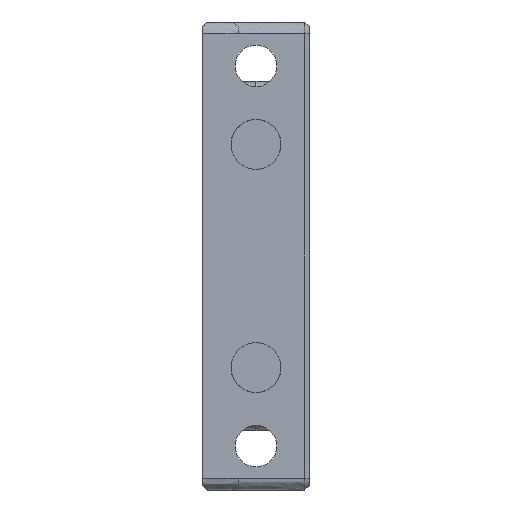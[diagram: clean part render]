
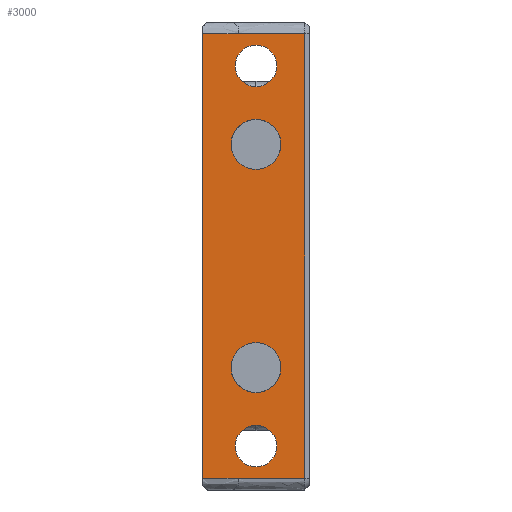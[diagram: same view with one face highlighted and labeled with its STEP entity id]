
A CAD part, left-side view. The second image highlights one B-rep face of the part: STEP entity #3000.
In plain terms, the highlighted planar face has unit normal (-1, 0, 0).
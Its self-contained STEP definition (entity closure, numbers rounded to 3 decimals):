
#59 = AXIS2_PLACEMENT_3D ( 'NONE', #7306, #9120, #1016 ) ;
#137 = ORIENTED_EDGE ( 'NONE', *, *, #1467, .T. ) ;
#202 = AXIS2_PLACEMENT_3D ( 'NONE', #3375, #5110, #11512 ) ;
#237 = DIRECTION ( 'NONE',  ( 0., 0., -1. ) ) ;
#273 = VERTEX_POINT ( 'NONE', #9063 ) ;
#286 = DIRECTION ( 'NONE',  ( 0., 0., 1. ) ) ;
#293 = DIRECTION ( 'NONE',  ( -1., 0., 0. ) ) ;
#310 = EDGE_CURVE ( 'NONE', #273, #11151, #2983, .T. ) ;
#396 = DIRECTION ( 'NONE',  ( 1., 0., 0. ) ) ;
#436 = CARTESIAN_POINT ( 'NONE',  ( -2.156, 19., -17.4 ) ) ;
#477 = CARTESIAN_POINT ( 'NONE',  ( -2.156, 16.25, 24. ) ) ;
#657 = VERTEX_POINT ( 'NONE', #2223 ) ;
#676 = VERTEX_POINT ( 'NONE', #4090 ) ;
#920 = EDGE_LOOP ( 'NONE', ( #6031, #5038 ) ) ;
#929 = VERTEX_POINT ( 'NONE', #5757 ) ;
#944 = CARTESIAN_POINT ( 'NONE',  ( -2.156, 21., 23.05 ) ) ;
#963 = CIRCLE ( 'NONE', #202, 1.75 ) ;
#1016 = DIRECTION ( 'NONE',  ( 0., 0., -1. ) ) ;
#1029 = EDGE_LOOP ( 'NONE', ( #11082, #7562, #4225, #4911, #5646, #3675 ) ) ;
#1057 = CIRCLE ( 'NONE', #10963, 2.1 ) ;
#1081 = FACE_BOUND ( 'NONE', #6807, .T. ) ;
#1197 = DIRECTION ( 'NONE',  ( 0., 0., 1. ) ) ;
#1363 = DIRECTION ( 'NONE',  ( 0., 1., 0. ) ) ;
#1390 = VERTEX_POINT ( 'NONE', #11168 ) ;
#1467 = EDGE_CURVE ( 'NONE', #2462, #4205, #1684, .T. ) ;
#1563 = VECTOR ( 'NONE', #2196, 1000. ) ;
#1633 = DIRECTION ( 'NONE',  ( 1., 0., 0. ) ) ;
#1684 = CIRCLE ( 'NONE', #6622, 1.75 ) ;
#1799 = CARTESIAN_POINT ( 'NONE',  ( -2.156, 16.25, -13.4 ) ) ;
#1835 = EDGE_CURVE ( 'NONE', #7276, #3639, #4779, .T. ) ;
#1958 = EDGE_CURVE ( 'NONE', #3639, #7276, #5198, .T. ) ;
#1971 = DIRECTION ( 'NONE',  ( 1., 0., 0. ) ) ;
#2010 = DIRECTION ( 'NONE',  ( 0., 1., 0. ) ) ;
#2052 = CARTESIAN_POINT ( 'NONE',  ( -2.156, -142.77, -13.4 ) ) ;
#2196 = DIRECTION ( 'NONE',  ( 0., 0., 1. ) ) ;
#2223 = CARTESIAN_POINT ( 'NONE',  ( -2.156, 18.9, -4.1 ) ) ;
#2288 = DIRECTION ( 'NONE',  ( 0., -1., 0. ) ) ;
#2321 = DIRECTION ( 'NONE',  ( 0., 0., -1. ) ) ;
#2462 = VERTEX_POINT ( 'NONE', #8335 ) ;
#2468 = CARTESIAN_POINT ( 'NONE',  ( -2.156, 21., -4.1 ) ) ;
#2983 = LINE ( 'NONE', #8286, #10454 ) ;
#3000 = ADVANCED_FACE ( 'NONE', ( #10668, #10681, #5916, #3500, #1081 ), #4069, .F. ) ;
#3022 = DIRECTION ( 'NONE',  ( 1., 0., 0. ) ) ;
#3329 = AXIS2_PLACEMENT_3D ( 'NONE', #6693, #4876, #1197 ) ;
#3375 = CARTESIAN_POINT ( 'NONE',  ( -2.156, 21., -10.7 ) ) ;
#3437 = CIRCLE ( 'NONE', #3329, 2.1 ) ;
#3500 = FACE_OUTER_BOUND ( 'NONE', #1029, .T. ) ;
#3501 = DIRECTION ( 'NONE',  ( 1., 0., 0. ) ) ;
#3605 = DIRECTION ( 'NONE',  ( 0., 0., 1. ) ) ;
#3639 = VERTEX_POINT ( 'NONE', #944 ) ;
#3674 = DIRECTION ( 'NONE',  ( 0., 1., 0. ) ) ;
#3675 = ORIENTED_EDGE ( 'NONE', *, *, #10434, .F. ) ;
#3750 = CARTESIAN_POINT ( 'NONE',  ( -2.156, 21., 21.3 ) ) ;
#3793 = ORIENTED_EDGE ( 'NONE', *, *, #8425, .F. ) ;
#3963 = DIRECTION ( 'NONE',  ( 0., 0., 1. ) ) ;
#4069 = PLANE ( 'NONE',  #4091 ) ;
#4090 = CARTESIAN_POINT ( 'NONE',  ( -2.156, 23.1, 14.7 ) ) ;
#4091 = AXIS2_PLACEMENT_3D ( 'NONE', #436, #3022, #1363 ) ;
#4205 = VERTEX_POINT ( 'NONE', #6958 ) ;
#4225 = ORIENTED_EDGE ( 'NONE', *, *, #8947, .F. ) ;
#4312 = ORIENTED_EDGE ( 'NONE', *, *, #7425, .T. ) ;
#4474 = VERTEX_POINT ( 'NONE', #7405 ) ;
#4742 = LINE ( 'NONE', #1799, #9679 ) ;
#4779 = CIRCLE ( 'NONE', #7831, 1.75 ) ;
#4781 = CARTESIAN_POINT ( 'NONE',  ( -2.156, 21., 14.7 ) ) ;
#4797 = CARTESIAN_POINT ( 'NONE',  ( -2.156, 16.9, -17.4 ) ) ;
#4860 = CARTESIAN_POINT ( 'NONE',  ( -2.156, 16.9, 24. ) ) ;
#4876 = DIRECTION ( 'NONE',  ( -1., 0., 0. ) ) ;
#4911 = ORIENTED_EDGE ( 'NONE', *, *, #8856, .T. ) ;
#5038 = ORIENTED_EDGE ( 'NONE', *, *, #1958, .T. ) ;
#5110 = DIRECTION ( 'NONE',  ( 1., 0., 0. ) ) ;
#5162 = CIRCLE ( 'NONE', #59, 2.1 ) ;
#5198 = CIRCLE ( 'NONE', #10302, 1.75 ) ;
#5288 = VECTOR ( 'NONE', #2010, 1000. ) ;
#5511 = DIRECTION ( 'NONE',  ( 0., -1., 0. ) ) ;
#5646 = ORIENTED_EDGE ( 'NONE', *, *, #7971, .T. ) ;
#5703 = VERTEX_POINT ( 'NONE', #4860 ) ;
#5709 = VERTEX_POINT ( 'NONE', #7411 ) ;
#5757 = CARTESIAN_POINT ( 'NONE',  ( -2.156, 22.5, -13.4 ) ) ;
#5882 = LINE ( 'NONE', #2052, #5288 ) ;
#5916 = FACE_BOUND ( 'NONE', #8559, .T. ) ;
#5918 = EDGE_CURVE ( 'NONE', #11151, #4474, #10330, .T. ) ;
#5923 = ORIENTED_EDGE ( 'NONE', *, *, #8333, .T. ) ;
#5953 = EDGE_CURVE ( 'NONE', #1390, #676, #3437, .T. ) ;
#6031 = ORIENTED_EDGE ( 'NONE', *, *, #1835, .T. ) ;
#6622 = AXIS2_PLACEMENT_3D ( 'NONE', #7664, #396, #2321 ) ;
#6693 = CARTESIAN_POINT ( 'NONE',  ( -2.156, 21., 14.7 ) ) ;
#6807 = EDGE_LOOP ( 'NONE', ( #3793, #7642 ) ) ;
#6958 = CARTESIAN_POINT ( 'NONE',  ( -2.156, 21., -8.95 ) ) ;
#7257 = VERTEX_POINT ( 'NONE', #7536 ) ;
#7276 = VERTEX_POINT ( 'NONE', #8382 ) ;
#7306 = CARTESIAN_POINT ( 'NONE',  ( -2.156, 21., -4.1 ) ) ;
#7405 = CARTESIAN_POINT ( 'NONE',  ( -2.156, 25.5, -13.4 ) ) ;
#7411 = CARTESIAN_POINT ( 'NONE',  ( -2.156, 23.1, -4.1 ) ) ;
#7425 = EDGE_CURVE ( 'NONE', #4205, #2462, #963, .T. ) ;
#7431 = CARTESIAN_POINT ( 'NONE',  ( -2.156, 25.5, 28. ) ) ;
#7536 = CARTESIAN_POINT ( 'NONE',  ( -2.156, 16.9, -13.4 ) ) ;
#7562 = ORIENTED_EDGE ( 'NONE', *, *, #5918, .T. ) ;
#7642 = ORIENTED_EDGE ( 'NONE', *, *, #5953, .F. ) ;
#7664 = CARTESIAN_POINT ( 'NONE',  ( -2.156, 21., -10.7 ) ) ;
#7714 = ORIENTED_EDGE ( 'NONE', *, *, #8989, .T. ) ;
#7831 = AXIS2_PLACEMENT_3D ( 'NONE', #3750, #1971, #286 ) ;
#7971 = EDGE_CURVE ( 'NONE', #7257, #5703, #11426, .T. ) ;
#8286 = CARTESIAN_POINT ( 'NONE',  ( -2.156, -142.77, 24. ) ) ;
#8333 = EDGE_CURVE ( 'NONE', #5709, #657, #11639, .T. ) ;
#8335 = CARTESIAN_POINT ( 'NONE',  ( -2.156, 21., -12.45 ) ) ;
#8382 = CARTESIAN_POINT ( 'NONE',  ( -2.156, 21., 19.55 ) ) ;
#8399 = CARTESIAN_POINT ( 'NONE',  ( -2.156, 25.5, 24. ) ) ;
#8425 = EDGE_CURVE ( 'NONE', #676, #1390, #1057, .T. ) ;
#8559 = EDGE_LOOP ( 'NONE', ( #7714, #5923 ) ) ;
#8781 = DIRECTION ( 'NONE',  ( 0., 0., -1. ) ) ;
#8856 = EDGE_CURVE ( 'NONE', #929, #7257, #4742, .T. ) ;
#8947 = EDGE_CURVE ( 'NONE', #929, #4474, #5882, .T. ) ;
#8989 = EDGE_CURVE ( 'NONE', #657, #5709, #5162, .T. ) ;
#9063 = CARTESIAN_POINT ( 'NONE',  ( -2.156, 22.5, 24. ) ) ;
#9120 = DIRECTION ( 'NONE',  ( 1., 0., 0. ) ) ;
#9211 = LINE ( 'NONE', #477, #11187 ) ;
#9232 = AXIS2_PLACEMENT_3D ( 'NONE', #2468, #1633, #8781 ) ;
#9679 = VECTOR ( 'NONE', #5511, 1000. ) ;
#9755 = VECTOR ( 'NONE', #237, 1000. ) ;
#9777 = EDGE_LOOP ( 'NONE', ( #137, #4312 ) ) ;
#9812 = CARTESIAN_POINT ( 'NONE',  ( -2.156, 21., 21.3 ) ) ;
#10302 = AXIS2_PLACEMENT_3D ( 'NONE', #9812, #3501, #3605 ) ;
#10330 = LINE ( 'NONE', #7431, #9755 ) ;
#10434 = EDGE_CURVE ( 'NONE', #273, #5703, #9211, .T. ) ;
#10454 = VECTOR ( 'NONE', #3674, 1000. ) ;
#10668 = FACE_BOUND ( 'NONE', #9777, .T. ) ;
#10681 = FACE_BOUND ( 'NONE', #920, .T. ) ;
#10963 = AXIS2_PLACEMENT_3D ( 'NONE', #4781, #293, #3963 ) ;
#11082 = ORIENTED_EDGE ( 'NONE', *, *, #310, .T. ) ;
#11151 = VERTEX_POINT ( 'NONE', #8399 ) ;
#11168 = CARTESIAN_POINT ( 'NONE',  ( -2.156, 18.9, 14.7 ) ) ;
#11187 = VECTOR ( 'NONE', #2288, 1000. ) ;
#11426 = LINE ( 'NONE', #4797, #1563 ) ;
#11512 = DIRECTION ( 'NONE',  ( 0., 0., -1. ) ) ;
#11639 = CIRCLE ( 'NONE', #9232, 2.1 ) ;
